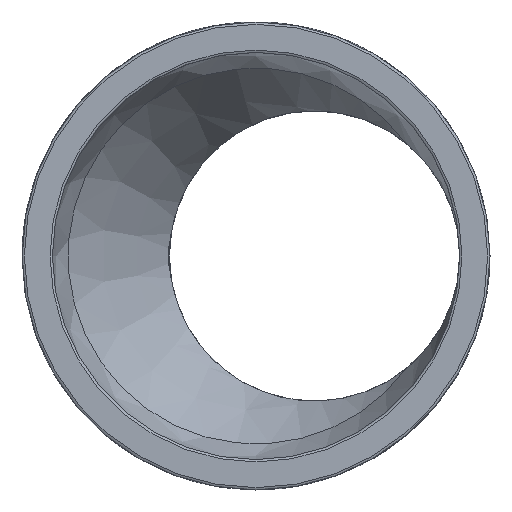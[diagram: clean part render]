
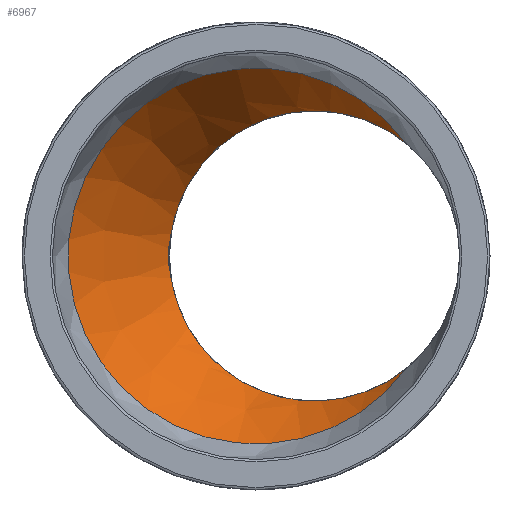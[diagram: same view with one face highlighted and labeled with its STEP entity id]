
A CAD part, left-side view. The second image highlights one B-rep face of the part: STEP entity #6967.
In plain terms, the highlighted conical face has half-angle 30 degrees and reference radius 7.906 mm.
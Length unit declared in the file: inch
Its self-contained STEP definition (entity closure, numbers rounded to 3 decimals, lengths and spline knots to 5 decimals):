
#17=CONICAL_SURFACE('',#7334,0.31125,30.);
#810=FACE_OUTER_BOUND('',#1230,.T.);
#1230=EDGE_LOOP('',(#6504,#6505,#6506,#6507));
#1386=CIRCLE('',#7335,0.40151);
#1387=CIRCLE('',#7336,0.1875);
#2712=B_SPLINE_CURVE_WITH_KNOTS('',3,(#15689,#15690,#15691,#15692,#15693,
#15694,#15695,#15696,#15697,#15698,#15699,#15700,#15701,#15702,#15703,#15704,
#15705,#15706,#15707,#15708,#15709,#15710,#15711,#15712,#15713,#15714,#15715,
#15716),.UNSPECIFIED.,.F.,.F.,(4,3,3,3,3,3,3,3,3,4),(2.74381,2.90105,
3.06907,3.44623,3.59109,3.73253,4.13946,
4.39771,4.52046,4.57771),.UNSPECIFIED.);
#2714=B_SPLINE_CURVE_WITH_KNOTS('',3,(#15724,#15725,#15726,#15727,#15728,
#15729,#15730,#15731,#15732,#15733,#15734,#15735,#15736,#15737,#15738,#15739,
#15740,#15741,#15742,#15743,#15744,#15745,#15746,#15747,#15748,#15749,#15750,
#15751),.UNSPECIFIED.,.F.,.F.,(4,3,3,3,3,3,3,3,3,4),(0.67317,
0.79623,0.92371,1.31955,1.62631,1.7486,
2.1059,2.2681,2.37167,2.50706),
 .UNSPECIFIED.);
#3401=VERTEX_POINT('',#15666);
#3402=VERTEX_POINT('',#15677);
#3403=VERTEX_POINT('',#15688);
#3404=VERTEX_POINT('',#15717);
#4438=EDGE_CURVE('',#3403,#3402,#2712,.T.);
#4440=EDGE_CURVE('',#3401,#3404,#2714,.T.);
#4444=EDGE_CURVE('',#3401,#3402,#1386,.T.);
#4445=EDGE_CURVE('',#3404,#3403,#1387,.T.);
#6504=ORIENTED_EDGE('',*,*,#4438,.T.);
#6505=ORIENTED_EDGE('',*,*,#4444,.F.);
#6506=ORIENTED_EDGE('',*,*,#4440,.T.);
#6507=ORIENTED_EDGE('',*,*,#4445,.T.);
#6967=ADVANCED_FACE('',(#810),#17,.F.);
#7334=AXIS2_PLACEMENT_3D('',#15759,#8523,#8524);
#7335=AXIS2_PLACEMENT_3D('',#15760,#8525,#8526);
#7336=AXIS2_PLACEMENT_3D('',#15761,#8527,#8528);
#8523=DIRECTION('center_axis',(-1.,0.,0.));
#8524=DIRECTION('ref_axis',(0.,-1.,0.));
#8525=DIRECTION('center_axis',(1.,0.,0.));
#8526=DIRECTION('ref_axis',(0.,1.,0.));
#8527=DIRECTION('center_axis',(1.,0.,0.));
#8528=DIRECTION('ref_axis',(0.,0.,
1.));
#15666=CARTESIAN_POINT('',(0.62933,-0.32293,-0.23859));
#15677=CARTESIAN_POINT('',(0.62933,-0.32293,0.23859));
#15688=CARTESIAN_POINT('',(1.,0.18127,0.04791));
#15689=CARTESIAN_POINT('Ctrl Pts',(1.,0.18127,0.04791));
#15690=CARTESIAN_POINT('Ctrl Pts',(0.99614,0.17793,
0.06929));
#15691=CARTESIAN_POINT('Ctrl Pts',(0.98965,0.17225,
0.09031));
#15692=CARTESIAN_POINT('Ctrl Pts',(0.98179,0.16507,
0.10937));
#15693=CARTESIAN_POINT('Ctrl Pts',(0.9734,0.15739,
0.12973));
#15694=CARTESIAN_POINT('Ctrl Pts',(0.964,0.14852,
0.14727));
#15695=CARTESIAN_POINT('Ctrl Pts',(0.95324,0.13787,
0.16432));
#15696=CARTESIAN_POINT('Ctrl Pts',(0.9291,0.11395,
0.20259));
#15697=CARTESIAN_POINT('Ctrl Pts',(0.89884,0.0812,
0.23548));
#15698=CARTESIAN_POINT('Ctrl Pts',(0.8691,0.04507,
0.25918));
#15699=CARTESIAN_POINT('Ctrl Pts',(0.85768,0.03119,
0.26829));
#15700=CARTESIAN_POINT('Ctrl Pts',(0.84633,0.01687,
0.27608));
#15701=CARTESIAN_POINT('Ctrl Pts',(0.8354,0.0026,
0.28252));
#15702=CARTESIAN_POINT('Ctrl Pts',(0.82472,-0.01133,
0.28881));
#15703=CARTESIAN_POINT('Ctrl Pts',(0.81394,-0.02586,
0.29414));
#15704=CARTESIAN_POINT('Ctrl Pts',(0.803,-0.04108,
0.29842));
#15705=CARTESIAN_POINT('Ctrl Pts',(0.77154,-0.08485,
0.31073));
#15706=CARTESIAN_POINT('Ctrl Pts',(0.73961,-0.13352,
0.3136));
#15707=CARTESIAN_POINT('Ctrl Pts',(0.7107,-0.18086,
0.30492));
#15708=CARTESIAN_POINT('Ctrl Pts',(0.69235,-0.21091,
0.29942));
#15709=CARTESIAN_POINT('Ctrl Pts',(0.67518,-0.24039,
0.28935));
#15710=CARTESIAN_POINT('Ctrl Pts',(0.65984,-0.2676,
0.27526));
#15711=CARTESIAN_POINT('Ctrl Pts',(0.65254,-0.28053,
0.26856));
#15712=CARTESIAN_POINT('Ctrl Pts',(0.64566,-0.29293,
0.26103));
#15713=CARTESIAN_POINT('Ctrl Pts',(0.63879,-0.3055,
0.25203));
#15714=CARTESIAN_POINT('Ctrl Pts',(0.63559,-0.31137,
0.24783));
#15715=CARTESIAN_POINT('Ctrl Pts',(0.63242,-0.3172,
0.24334));
#15716=CARTESIAN_POINT('Ctrl Pts',(0.62933,-0.32293,
0.23859));
#15717=CARTESIAN_POINT('',(1.,0.18127,-0.04791));
#15724=CARTESIAN_POINT('Ctrl Pts',(0.62933,-0.32293,
-0.23859));
#15725=CARTESIAN_POINT('Ctrl Pts',(0.63597,-0.31061,
-0.24881));
#15726=CARTESIAN_POINT('Ctrl Pts',(0.64297,-0.29782,
-0.25777));
#15727=CARTESIAN_POINT('Ctrl Pts',(0.64995,-0.28526,
-0.26536));
#15728=CARTESIAN_POINT('Ctrl Pts',(0.65718,-0.27224,
-0.27322));
#15729=CARTESIAN_POINT('Ctrl Pts',(0.66476,-0.25881,
-0.28005));
#15730=CARTESIAN_POINT('Ctrl Pts',(0.6728,-0.24483,
-0.2859));
#15731=CARTESIAN_POINT('Ctrl Pts',(0.69777,-0.20142,
-0.3041));
#15732=CARTESIAN_POINT('Ctrl Pts',(0.72669,-0.1538,
-0.31205));
#15733=CARTESIAN_POINT('Ctrl Pts',(0.75693,-0.10801,
-0.30953));
#15734=CARTESIAN_POINT('Ctrl Pts',(0.78037,-0.07252,
-0.30759));
#15735=CARTESIAN_POINT('Ctrl Pts',(0.8046,-0.03814,
-0.29944));
#15736=CARTESIAN_POINT('Ctrl Pts',(0.82783,-0.00736,
-0.28681));
#15737=CARTESIAN_POINT('Ctrl Pts',(0.83709,0.00491,
-0.28178));
#15738=CARTESIAN_POINT('Ctrl Pts',(0.84635,0.01685,
-0.27598));
#15739=CARTESIAN_POINT('Ctrl Pts',(0.8559,0.0288,
-0.26916));
#15740=CARTESIAN_POINT('Ctrl Pts',(0.88381,0.06369,
-0.24922));
#15741=CARTESIAN_POINT('Ctrl Pts',(0.913,0.09667,
-0.22088));
#15742=CARTESIAN_POINT('Ctrl Pts',(0.93797,0.12243,
-0.18676));
#15743=CARTESIAN_POINT('Ctrl Pts',(0.9493,0.13412,
-0.17128));
#15744=CARTESIAN_POINT('Ctrl Pts',(0.95975,0.14436,-0.15465));
#15745=CARTESIAN_POINT('Ctrl Pts',(0.96876,0.15292,
-0.13733));
#15746=CARTESIAN_POINT('Ctrl Pts',(0.97452,0.15838,
-0.12627));
#15747=CARTESIAN_POINT('Ctrl Pts',(0.98007,0.16352,
-0.1142));
#15748=CARTESIAN_POINT('Ctrl Pts',(0.98499,0.16798,
-0.10132));
#15749=CARTESIAN_POINT('Ctrl Pts',(0.99142,0.1738,
-0.08447));
#15750=CARTESIAN_POINT('Ctrl Pts',(0.99667,0.1784,
-0.06632));
#15751=CARTESIAN_POINT('Ctrl Pts',(1.,0.18127,-0.04791));
#15759=CARTESIAN_POINT('Origin',(0.78566,0.,
0.));
#15760=CARTESIAN_POINT('Origin',(0.62933,0.,
0.));
#15761=CARTESIAN_POINT('Origin',(1.,0.,0.));
